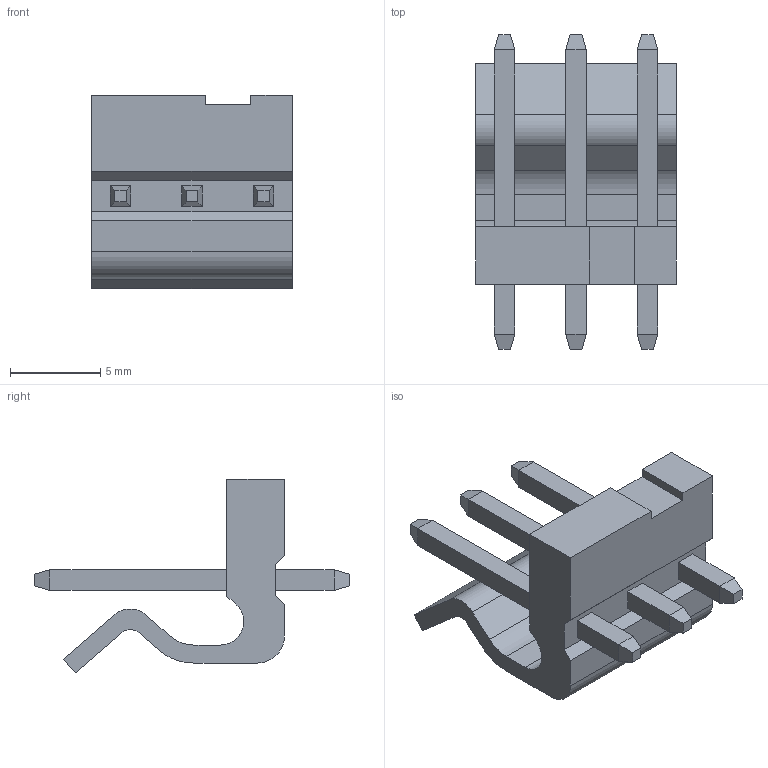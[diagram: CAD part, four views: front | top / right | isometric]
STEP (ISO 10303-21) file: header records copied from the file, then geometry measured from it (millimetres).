
FILE_DESCRIPTION((''),'2;1');
FILE_NAME('009652038','2013-12-04T',('me'),(''),'PRO/ENGINEER BY PARAMETRIC TECHNOLOGY CORPORATION, 2011490','PRO/ENGINEER BY PARAMETRIC TECHNOLOGY CORPORATION, 2011490','');
FILE_SCHEMA(('CONFIG_CONTROL_DESIGN'));
Length unit declared in the file: millimetre
Products named in the file (1): 009652038
Bounding box: 11.12 x 17.45 x 10.75 mm (x, y, z)
Volume: 492.3 mm3; surface area: 804.5 mm2
Topology: 1 solids, 1 shells, 81 faces, 201 edges, 128 vertices
Faces by surface type: plane 75, cylinder 6
Entity records: 2381 total; most frequent: CARTESIAN_POINT 405, ORIENTED_EDGE 390, DIRECTION 383, EDGE_CURVE 195, VECTOR 183, LINE 183, VERTEX_POINT 122, AXIS2_PLACEMENT_3D 100
